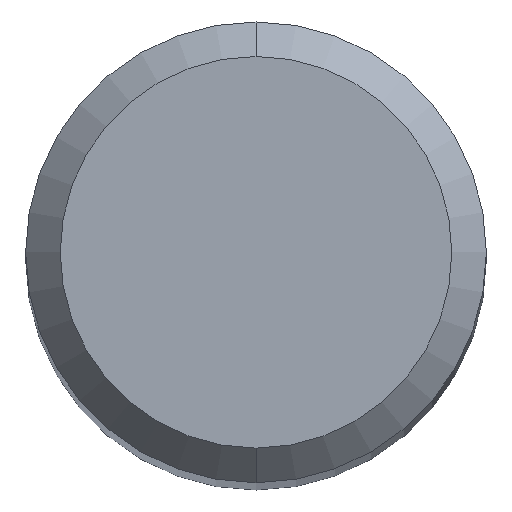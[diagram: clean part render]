
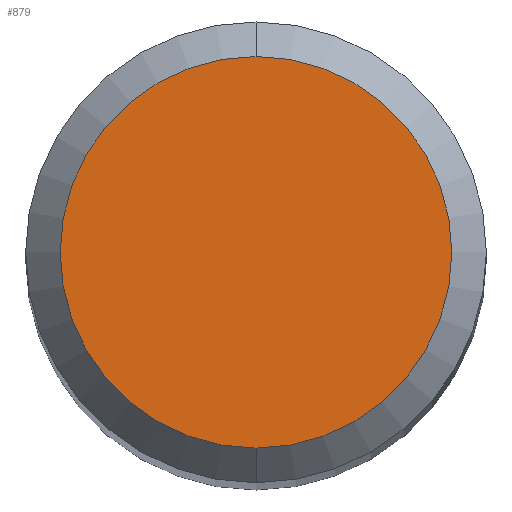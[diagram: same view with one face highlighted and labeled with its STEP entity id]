
A CAD part, top view. The second image highlights one B-rep face of the part: STEP entity #879.
In plain terms, the highlighted planar face has unit normal (0, 0, 1).
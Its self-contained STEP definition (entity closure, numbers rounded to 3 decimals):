
#461=VERTEX_POINT('',#1114);
#555=EDGE_CURVE('',#461,#961,#1216,.T.);
#611=EDGE_CURVE('',#961,#461,#1279,.T.);
#879=ADVANCED_FACE('',(#1569),#1570,.T.);
#961=VERTEX_POINT('',#1657);
#1114=CARTESIAN_POINT('',(0.,-1.7,0.0));
#1216=CIRCLE('',#2567,1.7);
#1279=CIRCLE('',#2747,1.7);
#1569=FACE_OUTER_BOUND('',#3646,.T.);
#1570=PLANE('',#3647);
#1657=CARTESIAN_POINT('',(0.0,1.7,0.0));
#2567=AXIS2_PLACEMENT_3D('',#4252,#4253,#4254);
#2747=AXIS2_PLACEMENT_3D('',#4332,#4333,#4334);
#3646=EDGE_LOOP('',(#4635,#4636));
#3647=AXIS2_PLACEMENT_3D('',#4637,#4638,#4639);
#4252=CARTESIAN_POINT('',(0.0,0.0,0.0));
#4253=DIRECTION('',(0.0,0.0,-1.0));
#4254=DIRECTION('',(0.0,1.0,0.0));
#4332=CARTESIAN_POINT('',(0.0,0.0,0.0));
#4333=DIRECTION('',(0.0,0.0,-1.0));
#4334=DIRECTION('',(0.0,1.0,0.0));
#4635=ORIENTED_EDGE('',*,*,#611,.F.);
#4636=ORIENTED_EDGE('',*,*,#555,.F.);
#4637=CARTESIAN_POINT('',(0.0,0.85,0.0));
#4638=DIRECTION('',(-0.0,0.0,1.0));
#4639=DIRECTION('',(0.0,-1.0,0.0));
